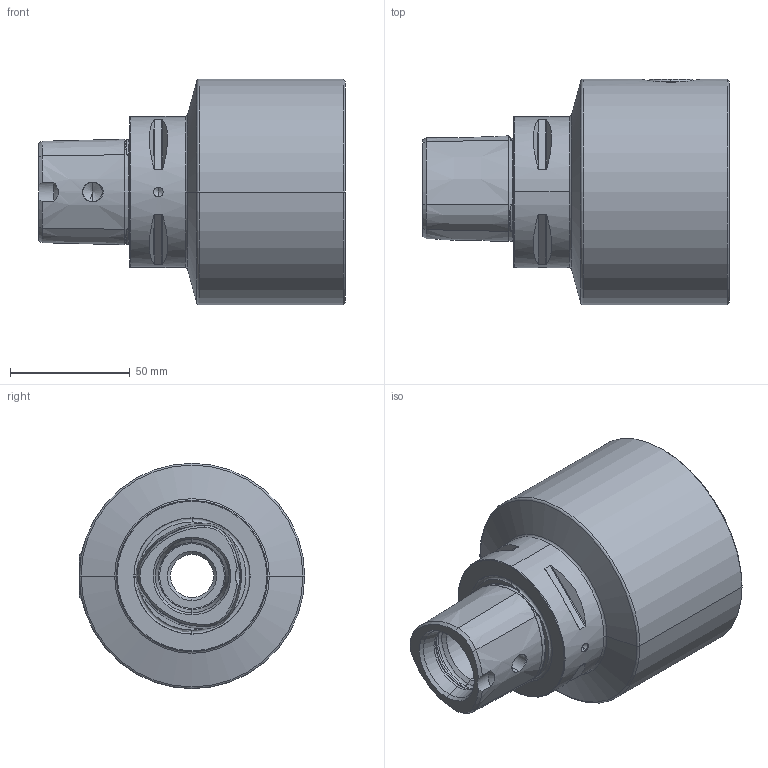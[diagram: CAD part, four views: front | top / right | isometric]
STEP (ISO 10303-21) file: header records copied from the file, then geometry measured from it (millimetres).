
FILE_DESCRIPTION (( 'STEP AP203' ), '1' );
FILE_NAME ('102.163.941.STEP', '2024-08-22T15:22:01', ( '' ), ( '' ), 'SwSTEP 2.0', 'SolidWorks 2022', '' );
FILE_SCHEMA (( 'CONFIG_CONTROL_DESIGN' ));
Length unit declared in the file: millimetre
Products named in the file (3): MB9-ER1.001.032_A; 102.163.941; PS6-MB9.K01.090_B
Assembly tree (2 placements, depth 2):
  102.163.941
    PS6-MB9.K01.090_B
    MB9-ER1.001.032_A
Bounding box: 128 x 94 x 94 mm (x, y, z)
Volume: 435648.8 mm3; surface area: 58499.2 mm2
Topology: 2 solids, 2 shells, 193 faces, 463 edges, 275 vertices
Faces by surface type: cone 65, cylinder 49, plane 43, torus 36
Entity records: 6619 total; most frequent: CARTESIAN_POINT 1884, DIRECTION 978, ORIENTED_EDGE 914, EDGE_CURVE 457, AXIS2_PLACEMENT_3D 411, VERTEX_POINT 275, CIRCLE 213, EDGE_LOOP 206
